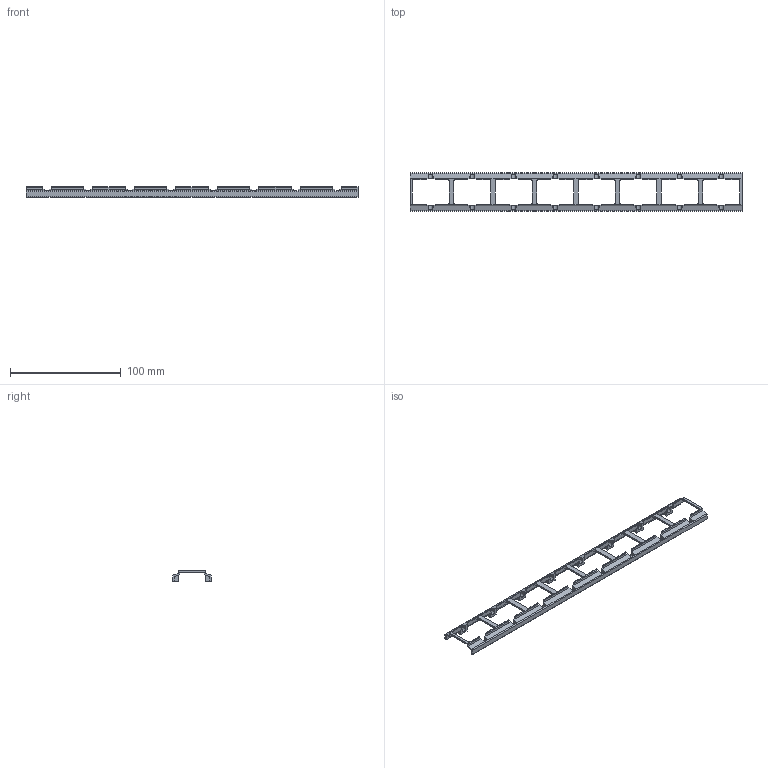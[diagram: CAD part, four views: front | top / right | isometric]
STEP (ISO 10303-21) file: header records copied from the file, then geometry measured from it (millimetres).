
FILE_DESCRIPTION(('STEP AP214'),'1');
FILE_NAME('cctmp_E6E0E4CF-C9F2-4886-BF6A-DED2F6826A59_2020_11_12_15_20_43_85..stp','2020-11-12T14:20:43',('Bosch Rexroth AG'),('CADClick - www.CADClick.com'),'Spatial InterOp 3D',' ','unknown authorization - (Healing Option Enabled)');
FILE_SCHEMA(('AUTOMOTIVE_DESIGN'));
Length unit declared in the file: millimetre
Products named in the file (1): 2020_11_12__15-20-43-069
Bounding box: 300 x 35 x 9.5 mm (x, y, z)
Volume: 13149.8 mm3; surface area: 19736.3 mm2
Topology: 1 solids, 1 shells, 330 faces, 1000 edges, 656 vertices
Faces by surface type: plane 242, cylinder 88
Entity records: 13896 total; most frequent: CARTESIAN_POINT 2179, ORIENTED_EDGE 2000, DIRECTION 1774, EDGE_CURVE 1000, LINE 824, VECTOR 824, VERTEX_POINT 656, AXIS2_PLACEMENT_3D 475
